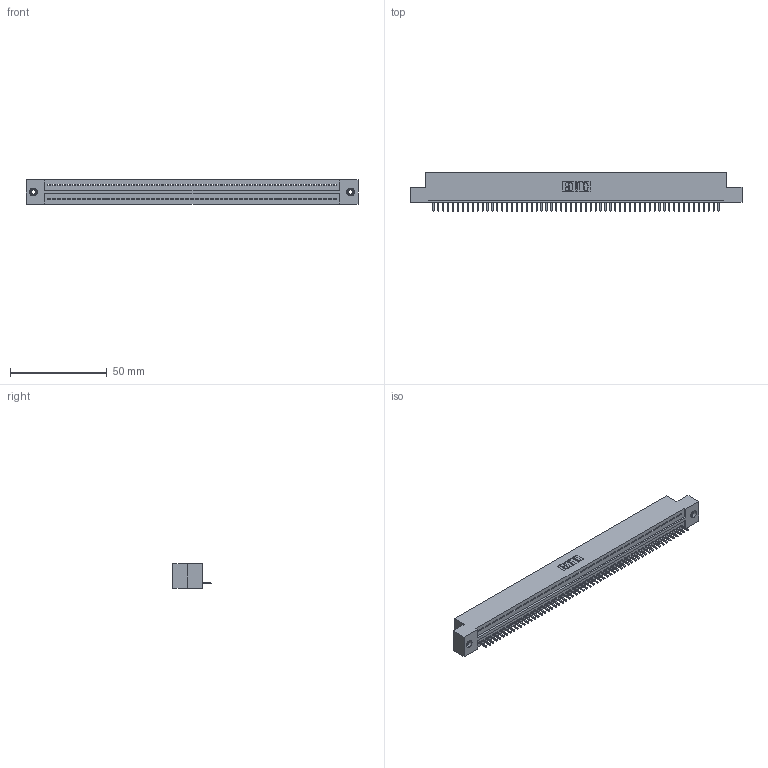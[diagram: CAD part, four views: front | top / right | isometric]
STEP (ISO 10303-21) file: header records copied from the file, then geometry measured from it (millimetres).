
FILE_DESCRIPTION (( 'STEP AP203' ), '1' );
FILE_NAME ('325-059-520-108.STEP', '2020-02-25T02:15:50', ( '' ), ( '' ), 'SwSTEP 2.0', 'SolidWorks 2016', '' );
FILE_SCHEMA (( 'CONFIG_CONTROL_DESIGN' ));
Length unit declared in the file: inch
Products named in the file (4): 325-059-520-108; 325 Part_TI; 345-250-001_345-250-003-102; 325-292-001_325-293-120
Assembly tree (62 placements, depth 2):
  325-059-520-108
    325 Part_TI
    325-292-001_325-293-120  x59
    345-250-001_345-250-003-102  x2
Bounding box: 171.58 x 19.68 x 12.45 mm (x, y, z)
Volume: 21756.4 mm3; surface area: 23452.4 mm2
Topology: 62 solids, 62 shells, 3596 faces, 10831 edges, 7134 vertices
Faces by surface type: plane 2580, cylinder 1000, cone 12, torus 4
Entity records: 35074 total; most frequent: CARTESIAN_POINT 6030, ORIENTED_EDGE 6018, DIRECTION 5085, EDGE_CURVE 3009, LINE 2861, VECTOR 2861, VERTEX_POINT 2000, AXIS2_PLACEMENT_3D 1112
